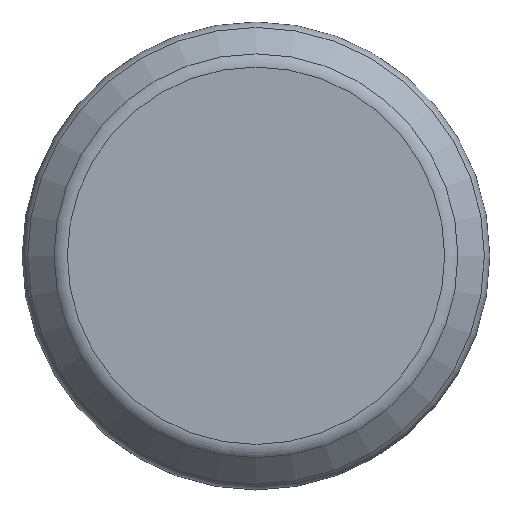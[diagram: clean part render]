
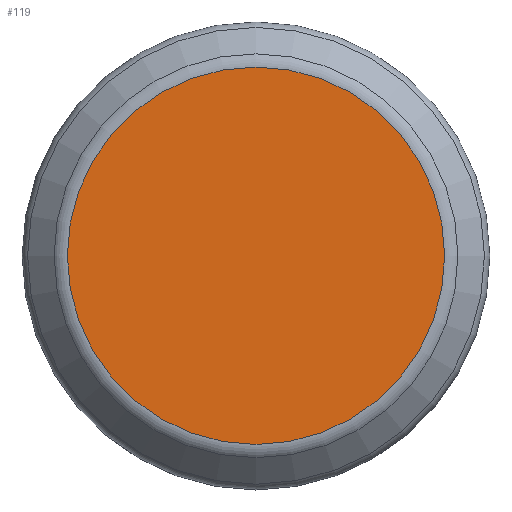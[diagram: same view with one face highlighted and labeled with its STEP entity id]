
A CAD part, top view. The second image highlights one B-rep face of the part: STEP entity #119.
In plain terms, the highlighted planar face has unit normal (0, 0, 1).
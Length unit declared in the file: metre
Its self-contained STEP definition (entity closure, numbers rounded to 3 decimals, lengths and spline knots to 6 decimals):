
#20=CIRCLE('',#147,0.006051);
#36=ORIENTED_EDGE('',*,*,#58,.T.);
#58=EDGE_CURVE('',#68,#68,#20,.T.);
#68=VERTEX_POINT('',#219);
#84=EDGE_LOOP('',(#36));
#100=FACE_BOUND('',#84,.T.);
#113=PLANE('',#146);
#119=ADVANCED_FACE('',(#100),#113,.T.);
#146=AXIS2_PLACEMENT_3D('',#217,#177,#178);
#147=AXIS2_PLACEMENT_3D('',#218,#179,#180);
#177=DIRECTION('',(0.,0.,1.));
#178=DIRECTION('',(1.,0.,0.));
#179=DIRECTION('',(0.,0.,1.));
#180=DIRECTION('',(1.,0.,0.));
#217=CARTESIAN_POINT('',(0.028663,0.009706,0.03081));
#218=CARTESIAN_POINT('',(0.028663,0.009706,0.03081));
#219=CARTESIAN_POINT('',(0.034714,0.009706,0.03081));
